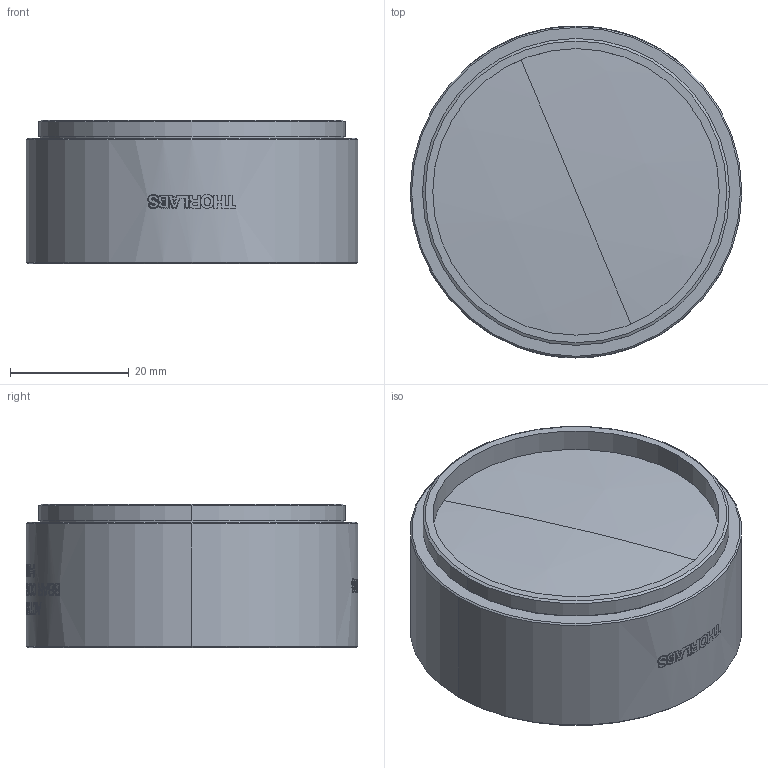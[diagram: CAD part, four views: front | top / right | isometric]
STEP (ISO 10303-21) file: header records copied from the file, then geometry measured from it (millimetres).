
FILE_DESCRIPTION (( 'STEP AP203' ), '1' );
FILE_NAME ('TTN163331-E0W.STEP', '2020-12-24T15:35:22', ( '' ), ( '' ), 'SwSTEP 2.0', 'SolidWorks 2018', '' );
FILE_SCHEMA (( 'CONFIG_CONTROL_DESIGN' ));
Length unit declared in the file: millimetre
Products named in the file (1): TTN163331-E0W
Bounding box: 55.88 x 55.88 x 24.13 mm (x, y, z)
Volume: 39939.3 mm3; surface area: 20715.1 mm2
Topology: 4 solids, 4 shells, 175 faces, 975 edges, 917 vertices
Faces by surface type: cylinder 126, cone 26, plane 15, sphere 8
Entity records: 19088 total; most frequent: CARTESIAN_POINT 11570, ORIENTED_EDGE 1950, DIRECTION 1064, EDGE_CURVE 975, VERTEX_POINT 917, B_SPLINE_CURVE_WITH_KNOTS 527, AXIS2_PLACEMENT_3D 440, EDGE_LOOP 288
